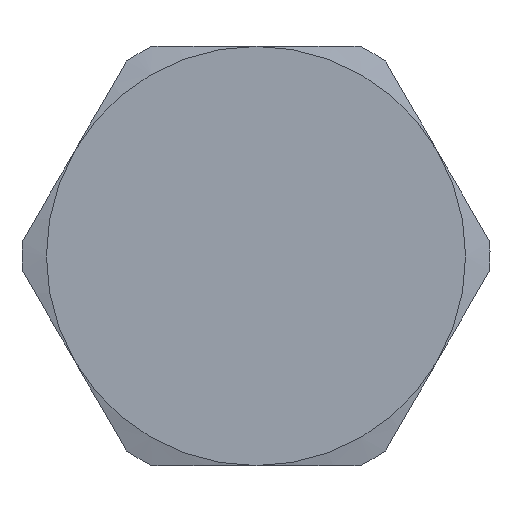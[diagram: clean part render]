
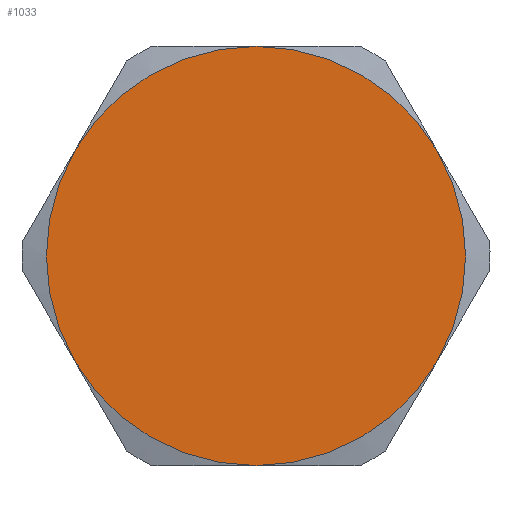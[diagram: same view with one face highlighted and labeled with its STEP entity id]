
A CAD part, front view. The second image highlights one B-rep face of the part: STEP entity #1033.
In plain terms, the highlighted planar face has unit normal (0, -1, 0).
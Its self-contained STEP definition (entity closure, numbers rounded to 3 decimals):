
#2 = DIRECTION ( 'NONE',  ( 0., 0., 1. ) ) ;
#15 = CARTESIAN_POINT ( 'NONE',  ( 0., 0., 0. ) ) ;
#40 = VERTEX_POINT ( 'NONE', #277 ) ;
#86 = CARTESIAN_POINT ( 'NONE',  ( 0., 0., 12. ) ) ;
#106 = DIRECTION ( 'NONE',  ( 0., 0., 1. ) ) ;
#177 = FACE_OUTER_BOUND ( 'NONE', #850, .T. ) ;
#206 = VERTEX_POINT ( 'NONE', #777 ) ;
#225 = DIRECTION ( 'NONE',  ( 0., -1., 0. ) ) ;
#230 = CIRCLE ( 'NONE', #990, 12. ) ;
#262 = VERTEX_POINT ( 'NONE', #499 ) ;
#277 = CARTESIAN_POINT ( 'NONE',  ( 0., 0., -12. ) ) ;
#282 = DIRECTION ( 'NONE',  ( 0., -1., 0. ) ) ;
#307 = CARTESIAN_POINT ( 'NONE',  ( 0., 0., 0. ) ) ;
#324 = EDGE_CURVE ( 'NONE', #262, #817, #706, .T. ) ;
#336 = EDGE_CURVE ( 'NONE', #526, #206, #386, .T. ) ;
#360 = ORIENTED_EDGE ( 'NONE', *, *, #1024, .T. ) ;
#361 = ORIENTED_EDGE ( 'NONE', *, *, #324, .T. ) ;
#375 = CARTESIAN_POINT ( 'NONE',  ( -12.144, 0., 12.144 ) ) ;
#381 = CARTESIAN_POINT ( 'NONE',  ( 0., 0., 0. ) ) ;
#386 = CIRCLE ( 'NONE', #864, 12. ) ;
#445 = CARTESIAN_POINT ( 'NONE',  ( 0., 0., 0. ) ) ;
#454 = CARTESIAN_POINT ( 'NONE',  ( 0., 0., 0. ) ) ;
#499 = CARTESIAN_POINT ( 'NONE',  ( -10.392, 0., 6. ) ) ;
#526 = VERTEX_POINT ( 'NONE', #1020 ) ;
#530 = EDGE_CURVE ( 'NONE', #836, #262, #812, .T. ) ;
#540 = DIRECTION ( 'NONE',  ( 0., 0., 1. ) ) ;
#593 = EDGE_CURVE ( 'NONE', #40, #526, #845, .T. ) ;
#599 = ORIENTED_EDGE ( 'NONE', *, *, #336, .T. ) ;
#639 = ORIENTED_EDGE ( 'NONE', *, *, #824, .T. ) ;
#656 = AXIS2_PLACEMENT_3D ( 'NONE', #980, #986, #2 ) ;
#696 = DIRECTION ( 'NONE',  ( 0., 0., 1. ) ) ;
#706 = CIRCLE ( 'NONE', #796, 12. ) ;
#756 = DIRECTION ( 'NONE',  ( 0., -1., 0. ) ) ;
#762 = DIRECTION ( 'NONE',  ( 0., 0., 1. ) ) ;
#777 = CARTESIAN_POINT ( 'NONE',  ( 10.392, 0., 6. ) ) ;
#796 = AXIS2_PLACEMENT_3D ( 'NONE', #445, #1062, #696 ) ;
#812 = CIRCLE ( 'NONE', #1063, 12. ) ;
#817 = VERTEX_POINT ( 'NONE', #869 ) ;
#824 = EDGE_CURVE ( 'NONE', #206, #836, #1112, .T. ) ;
#825 = AXIS2_PLACEMENT_3D ( 'NONE', #375, #282, #1086 ) ;
#836 = VERTEX_POINT ( 'NONE', #86 ) ;
#845 = CIRCLE ( 'NONE', #981, 12. ) ;
#850 = EDGE_LOOP ( 'NONE', ( #361, #360, #1158, #599, #639, #1102 ) ) ;
#864 = AXIS2_PLACEMENT_3D ( 'NONE', #15, #979, #540 ) ;
#865 = DIRECTION ( 'NONE',  ( 0., 0., 1. ) ) ;
#869 = CARTESIAN_POINT ( 'NONE',  ( -10.392, 0., -6. ) ) ;
#979 = DIRECTION ( 'NONE',  ( 0., -1., 0. ) ) ;
#980 = CARTESIAN_POINT ( 'NONE',  ( 0., 0., 0. ) ) ;
#981 = AXIS2_PLACEMENT_3D ( 'NONE', #307, #756, #762 ) ;
#986 = DIRECTION ( 'NONE',  ( 0., -1., 0. ) ) ;
#990 = AXIS2_PLACEMENT_3D ( 'NONE', #454, #1098, #106 ) ;
#992 = PLANE ( 'NONE',  #825 ) ;
#1020 = CARTESIAN_POINT ( 'NONE',  ( 10.392, 0., -6. ) ) ;
#1024 = EDGE_CURVE ( 'NONE', #817, #40, #230, .T. ) ;
#1033 = ADVANCED_FACE ( 'NONE', ( #177 ), #992, .T. ) ;
#1062 = DIRECTION ( 'NONE',  ( 0., -1., 0. ) ) ;
#1063 = AXIS2_PLACEMENT_3D ( 'NONE', #381, #225, #865 ) ;
#1086 = DIRECTION ( 'NONE',  ( 0., 0., -1. ) ) ;
#1098 = DIRECTION ( 'NONE',  ( 0., -1., 0. ) ) ;
#1102 = ORIENTED_EDGE ( 'NONE', *, *, #530, .T. ) ;
#1112 = CIRCLE ( 'NONE', #656, 12. ) ;
#1158 = ORIENTED_EDGE ( 'NONE', *, *, #593, .T. ) ;
